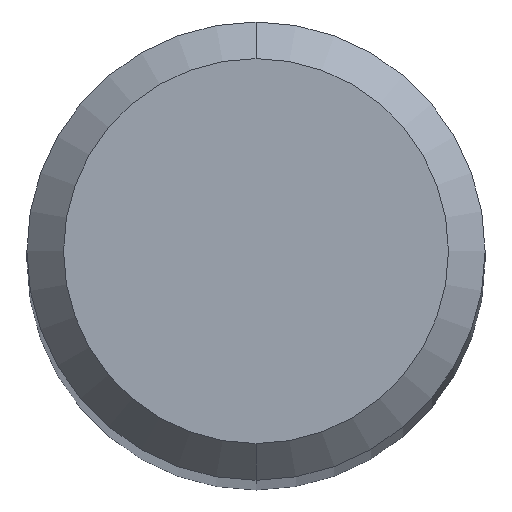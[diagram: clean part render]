
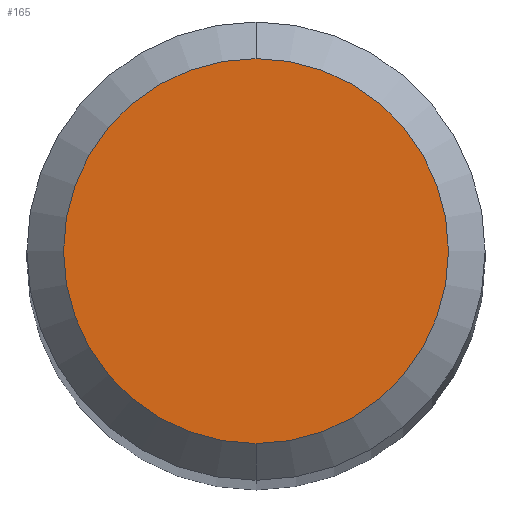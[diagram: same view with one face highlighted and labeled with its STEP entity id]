
A CAD part, top view. The second image highlights one B-rep face of the part: STEP entity #165.
In plain terms, the highlighted planar face has unit normal (0, 0, 1).
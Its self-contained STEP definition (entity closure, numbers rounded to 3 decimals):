
#149=EDGE_CURVE('',#205,#207,#366,.T.);
#165=ADVANCED_FACE('',(#384),#385,.T.);
#205=VERTEX_POINT('',#428);
#207=VERTEX_POINT('',#430);
#253=EDGE_CURVE('',#207,#205,#480,.T.);
#366=CIRCLE('',#607,1.05);
#384=FACE_OUTER_BOUND('',#627,.T.);
#385=PLANE('',#628);
#428=CARTESIAN_POINT('',(0.0,1.05,0.0));
#430=CARTESIAN_POINT('',(0.,-1.05,0.0));
#480=CIRCLE('',#763,1.05);
#607=AXIS2_PLACEMENT_3D('',#892,#893,#894);
#627=EDGE_LOOP('',(#916,#917));
#628=AXIS2_PLACEMENT_3D('',#918,#919,#920);
#763=AXIS2_PLACEMENT_3D('',#1024,#1025,#1026);
#892=CARTESIAN_POINT('',(0.0,0.0,0.0));
#893=DIRECTION('',(0.0,0.0,-1.0));
#894=DIRECTION('',(0.0,1.0,0.0));
#916=ORIENTED_EDGE('',*,*,#149,.F.);
#917=ORIENTED_EDGE('',*,*,#253,.F.);
#918=CARTESIAN_POINT('',(0.0,0.525,0.0));
#919=DIRECTION('',(-0.0,0.0,1.0));
#920=DIRECTION('',(0.0,-1.0,0.0));
#1024=CARTESIAN_POINT('',(0.0,0.0,0.0));
#1025=DIRECTION('',(0.0,0.0,-1.0));
#1026=DIRECTION('',(0.0,1.0,0.0));
